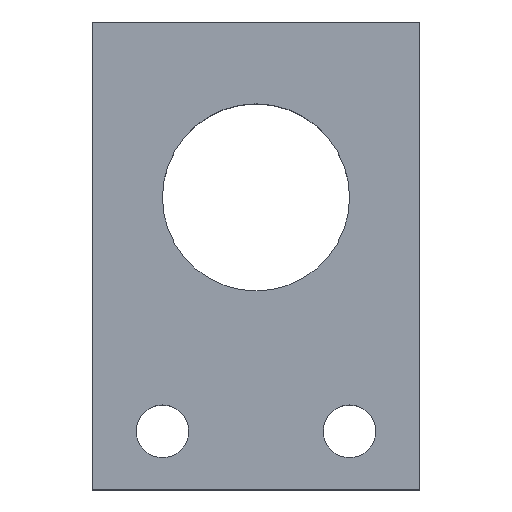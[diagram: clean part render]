
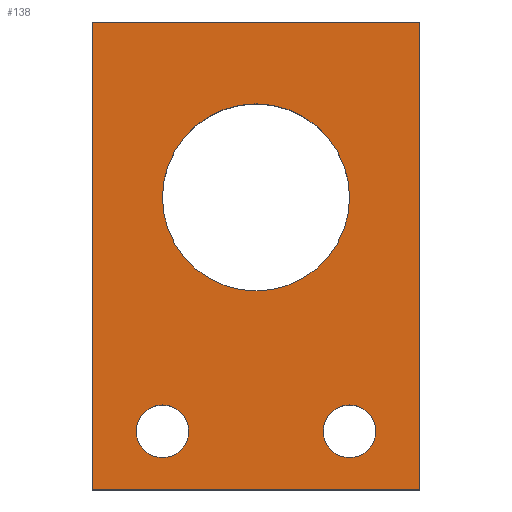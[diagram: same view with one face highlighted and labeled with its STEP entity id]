
A CAD part, top view. The second image highlights one B-rep face of the part: STEP entity #138.
In plain terms, the highlighted planar face has unit normal (0, 0, 1).
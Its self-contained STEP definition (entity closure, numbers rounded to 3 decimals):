
#138 = ADVANCED_FACE( '', ( #198, #199, #200, #201 ), #202, .T. );
#198 = FACE_OUTER_BOUND( '', #285, .T. );
#199 = FACE_BOUND( '', #286, .T. );
#200 = FACE_BOUND( '', #287, .T. );
#201 = FACE_BOUND( '', #288, .T. );
#202 = PLANE( '', #289 );
#285 = EDGE_LOOP( '', ( #452, #453, #454, #455 ) );
#286 = EDGE_LOOP( '', ( #456, #457 ) );
#287 = EDGE_LOOP( '', ( #458, #459 ) );
#288 = EDGE_LOOP( '', ( #460, #461 ) );
#289 = AXIS2_PLACEMENT_3D( '', #462, #463, #464 );
#452 = ORIENTED_EDGE( '', *, *, #661, .T. );
#453 = ORIENTED_EDGE( '', *, *, #652, .T. );
#454 = ORIENTED_EDGE( '', *, *, #656, .T. );
#455 = ORIENTED_EDGE( '', *, *, #659, .T. );
#456 = ORIENTED_EDGE( '', *, *, #623, .F. );
#457 = ORIENTED_EDGE( '', *, *, #649, .F. );
#458 = ORIENTED_EDGE( '', *, *, #627, .F. );
#459 = ORIENTED_EDGE( '', *, *, #647, .F. );
#460 = ORIENTED_EDGE( '', *, *, #633, .F. );
#461 = ORIENTED_EDGE( '', *, *, #645, .F. );
#462 = CARTESIAN_POINT( '', ( 0., 0., 6. ) );
#463 = DIRECTION( '', ( 0., 0., 1. ) );
#464 = DIRECTION( '', ( 1., 0., 0. ) );
#623 = EDGE_CURVE( '', #706, #709, #710, .T. );
#627 = EDGE_CURVE( '', #714, #717, #718, .T. );
#633 = EDGE_CURVE( '', #726, #729, #730, .T. );
#645 = EDGE_CURVE( '', #729, #726, #747, .T. );
#647 = EDGE_CURVE( '', #717, #714, #749, .T. );
#649 = EDGE_CURVE( '', #709, #706, #751, .T. );
#652 = EDGE_CURVE( '', #757, #755, #758, .T. );
#656 = EDGE_CURVE( '', #755, #762, #764, .T. );
#659 = EDGE_CURVE( '', #762, #767, #769, .T. );
#661 = EDGE_CURVE( '', #767, #757, #771, .T. );
#706 = VERTEX_POINT( '', #840 );
#709 = VERTEX_POINT( '', #844 );
#710 = CIRCLE( '', #845, 2.25 );
#714 = VERTEX_POINT( '', #850 );
#717 = VERTEX_POINT( '', #854 );
#718 = CIRCLE( '', #855, 8. );
#726 = VERTEX_POINT( '', #930 );
#729 = VERTEX_POINT( '', #934 );
#730 = CIRCLE( '', #935, 2.25 );
#747 = CIRCLE( '', #957, 2.25 );
#749 = CIRCLE( '', #959, 8. );
#751 = CIRCLE( '', #961, 2.25 );
#755 = VERTEX_POINT( '', #966 );
#757 = VERTEX_POINT( '', #969 );
#758 = LINE( '', #970, #971 );
#762 = VERTEX_POINT( '', #977 );
#764 = LINE( '', #980, #981 );
#767 = VERTEX_POINT( '', #985 );
#769 = LINE( '', #988, #989 );
#771 = LINE( '', #992, #993 );
#840 = CARTESIAN_POINT( '', ( 10.25, 5., 6. ) );
#844 = CARTESIAN_POINT( '', ( 5.75, 5., 6. ) );
#845 = AXIS2_PLACEMENT_3D( '', #1155, #1156, #1157 );
#850 = CARTESIAN_POINT( '', ( 8., 25., 6. ) );
#854 = CARTESIAN_POINT( '', ( -8., 25., 6. ) );
#855 = AXIS2_PLACEMENT_3D( '', #1163, #1164, #1165 );
#930 = CARTESIAN_POINT( '', ( -5.75, 5., 6. ) );
#934 = CARTESIAN_POINT( '', ( -10.25, 5., 6. ) );
#935 = AXIS2_PLACEMENT_3D( '', #1171, #1172, #1173 );
#957 = AXIS2_PLACEMENT_3D( '', #1197, #1198, #1199 );
#959 = AXIS2_PLACEMENT_3D( '', #1203, #1204, #1205 );
#961 = AXIS2_PLACEMENT_3D( '', #1209, #1210, #1211 );
#966 = CARTESIAN_POINT( '', ( 14., 40., 6. ) );
#969 = CARTESIAN_POINT( '', ( 14., 0., 6. ) );
#970 = CARTESIAN_POINT( '', ( 14., 0., 6. ) );
#971 = VECTOR( '', #1214, 1. );
#977 = CARTESIAN_POINT( '', ( -14., 40., 6. ) );
#980 = CARTESIAN_POINT( '', ( 14., 40., 6. ) );
#981 = VECTOR( '', #1218, 1. );
#985 = CARTESIAN_POINT( '', ( -14., 0., 6. ) );
#988 = CARTESIAN_POINT( '', ( -14., 40., 6. ) );
#989 = VECTOR( '', #1221, 1. );
#992 = CARTESIAN_POINT( '', ( -14., 0., 6. ) );
#993 = VECTOR( '', #1223, 1. );
#1155 = CARTESIAN_POINT( '', ( 8., 5., 6. ) );
#1156 = DIRECTION( '', ( 0., 0., 1. ) );
#1157 = DIRECTION( '', ( 1., 0., 0. ) );
#1163 = CARTESIAN_POINT( '', ( 0., 25., 6. ) );
#1164 = DIRECTION( '', ( 0., 0., 1. ) );
#1165 = DIRECTION( '', ( 1., 0., 0. ) );
#1171 = CARTESIAN_POINT( '', ( -8., 5., 6. ) );
#1172 = DIRECTION( '', ( 0., 0., 1. ) );
#1173 = DIRECTION( '', ( 1., 0., 0. ) );
#1197 = CARTESIAN_POINT( '', ( -8., 5., 6. ) );
#1198 = DIRECTION( '', ( 0., 0., 1. ) );
#1199 = DIRECTION( '', ( 1., 0., 0. ) );
#1203 = CARTESIAN_POINT( '', ( 0., 25., 6. ) );
#1204 = DIRECTION( '', ( 0., 0., 1. ) );
#1205 = DIRECTION( '', ( 1., 0., 0. ) );
#1209 = CARTESIAN_POINT( '', ( 8., 5., 6. ) );
#1210 = DIRECTION( '', ( 0., 0., 1. ) );
#1211 = DIRECTION( '', ( 1., 0., 0. ) );
#1214 = DIRECTION( '', ( 0., 1., 0. ) );
#1218 = DIRECTION( '', ( -1., 0., 0. ) );
#1221 = DIRECTION( '', ( 0., -1., 0. ) );
#1223 = DIRECTION( '', ( 1., 0., 0. ) );
